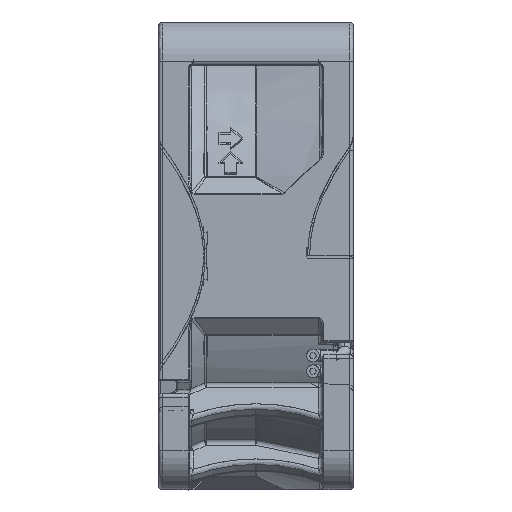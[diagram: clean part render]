
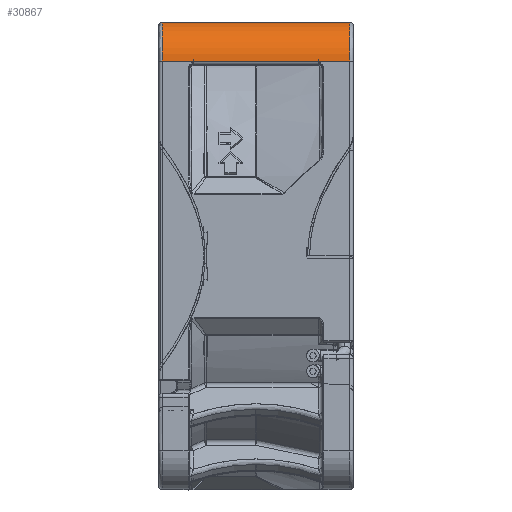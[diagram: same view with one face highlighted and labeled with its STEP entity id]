
A CAD part, left-side view. The second image highlights one B-rep face of the part: STEP entity #30867.
In plain terms, the highlighted face is a revolution surface.
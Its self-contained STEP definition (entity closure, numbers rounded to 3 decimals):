
#30867 = ADVANCED_FACE('',(#30868),#30883,.T.);
#30868 = FACE_BOUND('',#30869,.T.);
#30869 = EDGE_LOOP('',(#30870,#30896,#30911,#30927));
#30870 = ORIENTED_EDGE('',*,*,#30871,.F.);
#30871 = EDGE_CURVE('',#30872,#30874,#30876,.T.);
#30872 = VERTEX_POINT('',#30873);
#30873 = CARTESIAN_POINT('',(-25.,24.5,30.));
#30874 = VERTEX_POINT('',#30875);
#30875 = CARTESIAN_POINT('',(-30.,24.5,25.));
#30876 = SURFACE_CURVE('',#30877,(#30882),.PCURVE_S1.);
#30877 = CIRCLE('',#30878,5.);
#30878 = AXIS2_PLACEMENT_3D('',#30879,#30880,#30881);
#30879 = CARTESIAN_POINT('',(-25.,24.5,25.));
#30880 = DIRECTION('',(0.,-1.,0.));
#30881 = DIRECTION('',(0.,0.,1.));
#30882 = PCURVE('',#30883,#30891);
#30883 = SURFACE_OF_REVOLUTION('',#30884,#30888);
#30884 = LINE('',#30885,#30886);
#30885 = CARTESIAN_POINT('',(-25.,24.5,20.));
#30886 = VECTOR('',#30887,1.);
#30887 = DIRECTION('',(0.,-1.,0.));
#30888 = AXIS1_PLACEMENT('',#30889,#30890);
#30889 = CARTESIAN_POINT('',(-25.,4.,25.));
#30890 = DIRECTION('',(0.,1.,0.));
#30891 = DEFINITIONAL_REPRESENTATION('',(#30892),#30895);
#30892 = B_SPLINE_CURVE_WITH_KNOTS('',1,(#30893,#30894),.UNSPECIFIED.,
  .F.,.F.,(2,2),(0.,1.571),.PIECEWISE_BEZIER_KNOTS.);
#30893 = CARTESIAN_POINT('',(3.142,0.));
#30894 = CARTESIAN_POINT('',(1.571,0.));
#30895 = ( GEOMETRIC_REPRESENTATION_CONTEXT(2) 
PARAMETRIC_REPRESENTATION_CONTEXT() REPRESENTATION_CONTEXT('2D SPACE',''
  ) );
#30896 = ORIENTED_EDGE('',*,*,#30897,.F.);
#30897 = EDGE_CURVE('',#30898,#30872,#30900,.T.);
#30898 = VERTEX_POINT('',#30899);
#30899 = CARTESIAN_POINT('',(-25.,0.5,30.));
#30900 = SURFACE_CURVE('',#30901,(#30905),.PCURVE_S1.);
#30901 = LINE('',#30902,#30903);
#30902 = CARTESIAN_POINT('',(-25.,0.5,30.));
#30903 = VECTOR('',#30904,1.);
#30904 = DIRECTION('',(0.,1.,0.));
#30905 = PCURVE('',#30883,#30906);
#30906 = DEFINITIONAL_REPRESENTATION('',(#30907),#30910);
#30907 = B_SPLINE_CURVE_WITH_KNOTS('',1,(#30908,#30909),.UNSPECIFIED.,
  .F.,.F.,(2,2),(0.,24.),.PIECEWISE_BEZIER_KNOTS.);
#30908 = CARTESIAN_POINT('',(3.142,24.));
#30909 = CARTESIAN_POINT('',(3.142,0.));
#30910 = ( GEOMETRIC_REPRESENTATION_CONTEXT(2) 
PARAMETRIC_REPRESENTATION_CONTEXT() REPRESENTATION_CONTEXT('2D SPACE',''
  ) );
#30911 = ORIENTED_EDGE('',*,*,#30912,.F.);
#30912 = EDGE_CURVE('',#30913,#30898,#30915,.T.);
#30913 = VERTEX_POINT('',#30914);
#30914 = CARTESIAN_POINT('',(-30.,0.5,25.));
#30915 = SURFACE_CURVE('',#30916,(#30921),.PCURVE_S1.);
#30916 = CIRCLE('',#30917,5.);
#30917 = AXIS2_PLACEMENT_3D('',#30918,#30919,#30920);
#30918 = CARTESIAN_POINT('',(-25.,0.5,25.));
#30919 = DIRECTION('',(0.,1.,0.));
#30920 = DIRECTION('',(-1.,0.,0.));
#30921 = PCURVE('',#30883,#30922);
#30922 = DEFINITIONAL_REPRESENTATION('',(#30923),#30926);
#30923 = B_SPLINE_CURVE_WITH_KNOTS('',1,(#30924,#30925),.UNSPECIFIED.,
  .F.,.F.,(2,2),(0.,1.571),.PIECEWISE_BEZIER_KNOTS.);
#30924 = CARTESIAN_POINT('',(1.571,24.));
#30925 = CARTESIAN_POINT('',(3.142,24.));
#30926 = ( GEOMETRIC_REPRESENTATION_CONTEXT(2) 
PARAMETRIC_REPRESENTATION_CONTEXT() REPRESENTATION_CONTEXT('2D SPACE',''
  ) );
#30927 = ORIENTED_EDGE('',*,*,#30928,.F.);
#30928 = EDGE_CURVE('',#30874,#30913,#30929,.T.);
#30929 = SURFACE_CURVE('',#30930,(#30934),.PCURVE_S1.);
#30930 = LINE('',#30931,#30932);
#30931 = CARTESIAN_POINT('',(-30.,24.5,25.));
#30932 = VECTOR('',#30933,1.);
#30933 = DIRECTION('',(0.,-1.,0.));
#30934 = PCURVE('',#30883,#30935);
#30935 = DEFINITIONAL_REPRESENTATION('',(#30936),#30939);
#30936 = B_SPLINE_CURVE_WITH_KNOTS('',1,(#30937,#30938),.UNSPECIFIED.,
  .F.,.F.,(2,2),(0.,24.),.PIECEWISE_BEZIER_KNOTS.);
#30937 = CARTESIAN_POINT('',(1.571,0.));
#30938 = CARTESIAN_POINT('',(1.571,24.));
#30939 = ( GEOMETRIC_REPRESENTATION_CONTEXT(2) 
PARAMETRIC_REPRESENTATION_CONTEXT() REPRESENTATION_CONTEXT('2D SPACE',''
  ) );
